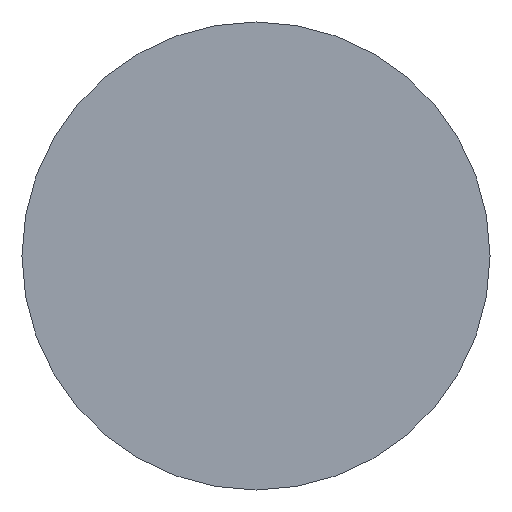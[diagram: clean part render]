
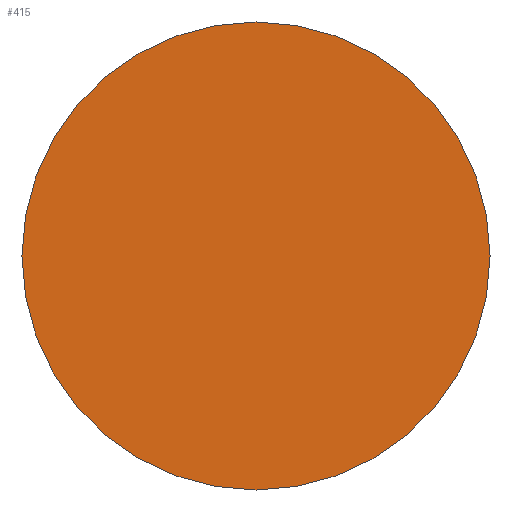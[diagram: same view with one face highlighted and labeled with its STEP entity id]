
A CAD part, front view. The second image highlights one B-rep face of the part: STEP entity #415.
In plain terms, the highlighted planar face has unit normal (0, -1, 0).
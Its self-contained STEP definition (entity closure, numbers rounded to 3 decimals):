
#6 = AXIS2_PLACEMENT_3D ( 'NONE', #425, #565, #167 ) ;
#48 = CARTESIAN_POINT ( 'NONE',  ( 0., 0., -3.9 ) ) ;
#101 = VERTEX_POINT ( 'NONE', #48 ) ;
#127 = EDGE_LOOP ( 'NONE', ( #467, #532 ) ) ;
#167 = DIRECTION ( 'NONE',  ( 0., 0., 1. ) ) ;
#176 = CARTESIAN_POINT ( 'NONE',  ( 0., 0., 0. ) ) ;
#206 = PLANE ( 'NONE',  #553 ) ;
#208 = DIRECTION ( 'NONE',  ( 0., 1., 0. ) ) ;
#257 = CIRCLE ( 'NONE', #6, 3.9 ) ;
#275 = CIRCLE ( 'NONE', #464, 3.9 ) ;
#300 = DIRECTION ( 'NONE',  ( 0., 0., 1. ) ) ;
#318 = DIRECTION ( 'NONE',  ( 0., 1., 0. ) ) ;
#372 = EDGE_CURVE ( 'NONE', #101, #456, #275, .T. ) ;
#415 = ADVANCED_FACE ( 'NONE', ( #424 ), #206, .F. ) ;
#424 = FACE_OUTER_BOUND ( 'NONE', #127, .T. ) ;
#425 = CARTESIAN_POINT ( 'NONE',  ( 0., 0., 0. ) ) ;
#456 = VERTEX_POINT ( 'NONE', #513 ) ;
#464 = AXIS2_PLACEMENT_3D ( 'NONE', #176, #318, #300 ) ;
#465 = DIRECTION ( 'NONE',  ( 0., 0., 1. ) ) ;
#467 = ORIENTED_EDGE ( 'NONE', *, *, #372, .F. ) ;
#490 = EDGE_CURVE ( 'NONE', #456, #101, #257, .T. ) ;
#513 = CARTESIAN_POINT ( 'NONE',  ( 0., 0., 3.9 ) ) ;
#532 = ORIENTED_EDGE ( 'NONE', *, *, #490, .F. ) ;
#553 = AXIS2_PLACEMENT_3D ( 'NONE', #557, #208, #465 ) ;
#557 = CARTESIAN_POINT ( 'NONE',  ( 0., 0., 0. ) ) ;
#565 = DIRECTION ( 'NONE',  ( 0., 1., 0. ) ) ;
